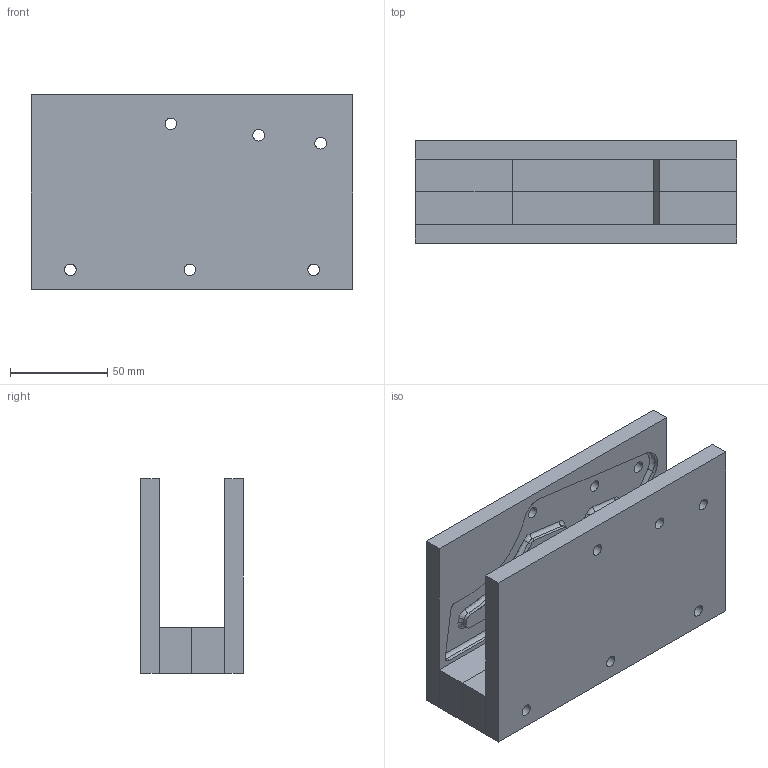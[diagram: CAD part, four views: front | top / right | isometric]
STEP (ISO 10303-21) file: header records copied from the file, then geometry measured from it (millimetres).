
FILE_DESCRIPTION(('CATIA V5 STEP Exchange'),'2;1');
FILE_NAME('ASSYGUIDE CACHE CHAINE STP.stp','2021-12-04T20:18:28+00:00',('none'),('none'),'CATIA Version 5-6 Release 2017','CATIA V5 STEP AP203','none');
FILE_SCHEMA(('CONFIG_CONTROL_DESIGN'));
Length unit declared in the file: millimetre
Products named in the file (1): ASSYGUIDE CACHE CHAINE  STP
Assembly tree (4 placements, depth 2):
  ASSYGUIDE CACHE CHAINE  STP
    #57
    #4902
    #7784
    #8362
Bounding box: 165.03 x 52.7 x 100 mm (x, y, z)
Surface area: 109990.3 mm2 (no closed solid volume)
Topology: 0 solids, 92 shells, 210 faces, 743 edges, 631 vertices
Faces by surface type: cylinder 105, plane 71, revolution 34
Entity records: 8909 total; most frequent: CARTESIAN_POINT 2598, ORIENTED_EDGE 1048, DIRECTION 1041, EDGE_CURVE 743, VERTEX_POINT 631, AXIS2_PLACEMENT_3D 459, VECTOR 382, LINE 382
